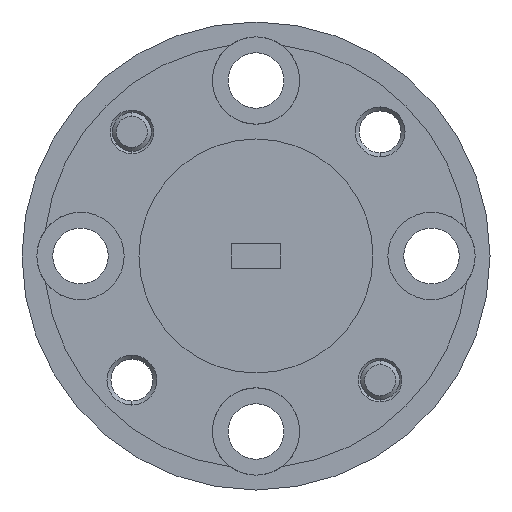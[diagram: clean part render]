
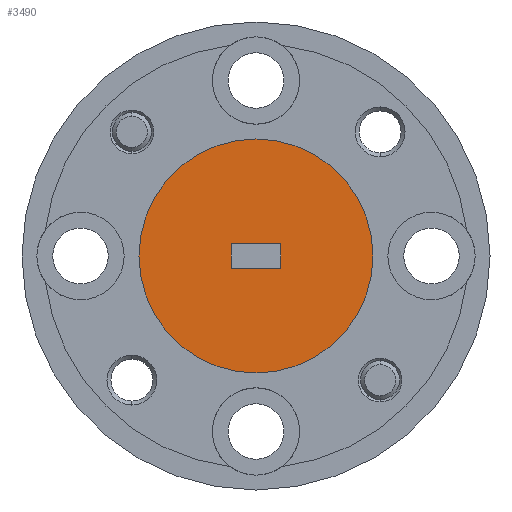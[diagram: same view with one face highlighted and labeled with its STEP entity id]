
A CAD part, left-side view. The second image highlights one B-rep face of the part: STEP entity #3490.
In plain terms, the highlighted planar face has unit normal (-1, 0, 0).
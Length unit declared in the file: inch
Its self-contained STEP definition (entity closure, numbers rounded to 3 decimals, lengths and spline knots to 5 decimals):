
#44 = VECTOR ( 'NONE', #636, 39.37008 ) ;
#294 = EDGE_LOOP ( 'NONE', ( #4654, #1936, #2327, #2360 ) ) ;
#504 = EDGE_CURVE ( 'NONE', #893, #3093, #3628, .T. ) ;
#505 = DIRECTION ( 'NONE',  ( 0., 0., 1. ) ) ;
#527 = CIRCLE ( 'NONE', #3366, 0.1875 ) ;
#590 = FACE_OUTER_BOUND ( 'NONE', #758, .T. ) ;
#636 = DIRECTION ( 'NONE',  ( 0., 1., 0. ) ) ;
#678 = DIRECTION ( 'NONE',  ( -1., 0., 0. ) ) ;
#697 = EDGE_CURVE ( 'NONE', #2737, #731, #2382, .T. ) ;
#725 = DIRECTION ( 'NONE',  ( 0., 0., -1. ) ) ;
#731 = VERTEX_POINT ( 'NONE', #2852 ) ;
#758 = EDGE_LOOP ( 'NONE', ( #1452, #4628 ) ) ;
#787 = EDGE_CURVE ( 'NONE', #731, #866, #845, .T. ) ;
#804 = VECTOR ( 'NONE', #505, 39.37008 ) ;
#845 = LINE ( 'NONE', #3330, #44 ) ;
#861 = AXIS2_PLACEMENT_3D ( 'NONE', #3286, #2519, #2572 ) ;
#866 = VERTEX_POINT ( 'NONE', #1023 ) ;
#893 = VERTEX_POINT ( 'NONE', #2714 ) ;
#897 = VECTOR ( 'NONE', #725, 39.37008 ) ;
#1023 = CARTESIAN_POINT ( 'NONE',  ( 3., 0.04, 0.02 ) ) ;
#1318 = CARTESIAN_POINT ( 'NONE',  ( 3., 0., 0.1875 ) ) ;
#1452 = ORIENTED_EDGE ( 'NONE', *, *, #4657, .T. ) ;
#1556 = DIRECTION ( 'NONE',  ( -1., 0., 0. ) ) ;
#1598 = AXIS2_PLACEMENT_3D ( 'NONE', #3076, #1556, #4640 ) ;
#1936 = ORIENTED_EDGE ( 'NONE', *, *, #787, .F. ) ;
#2222 = DIRECTION ( 'NONE',  ( 0., 0., 1. ) ) ;
#2249 = CARTESIAN_POINT ( 'NONE',  ( 3., 0.04, -0.02 ) ) ;
#2292 = LINE ( 'NONE', #2249, #897 ) ;
#2327 = ORIENTED_EDGE ( 'NONE', *, *, #697, .F. ) ;
#2360 = ORIENTED_EDGE ( 'NONE', *, *, #4838, .F. ) ;
#2382 = LINE ( 'NONE', #4000, #804 ) ;
#2519 = DIRECTION ( 'NONE',  ( 1., 0., 0. ) ) ;
#2520 = DIRECTION ( 'NONE',  ( 0., -1., 0. ) ) ;
#2540 = FACE_BOUND ( 'NONE', #294, .T. ) ;
#2566 = CARTESIAN_POINT ( 'NONE',  ( 3., -0.04, -0.02 ) ) ;
#2572 = DIRECTION ( 'NONE',  ( 0., 1., 0. ) ) ;
#2714 = CARTESIAN_POINT ( 'NONE',  ( 3., 0., -0.1875 ) ) ;
#2737 = VERTEX_POINT ( 'NONE', #2566 ) ;
#2852 = CARTESIAN_POINT ( 'NONE',  ( 3., -0.04, 0.02 ) ) ;
#2915 = CARTESIAN_POINT ( 'NONE',  ( 3., 0.04, -0.02 ) ) ;
#3076 = CARTESIAN_POINT ( 'NONE',  ( 3., 0., 0. ) ) ;
#3093 = VERTEX_POINT ( 'NONE', #1318 ) ;
#3189 = EDGE_CURVE ( 'NONE', #866, #4453, #2292, .T. ) ;
#3286 = CARTESIAN_POINT ( 'NONE',  ( 3., 0.375, 0. ) ) ;
#3330 = CARTESIAN_POINT ( 'NONE',  ( 3., 0.04, 0.02 ) ) ;
#3366 = AXIS2_PLACEMENT_3D ( 'NONE', #4676, #678, #2222 ) ;
#3490 = ADVANCED_FACE ( 'NONE', ( #590, #2540 ), #3644, .F. ) ;
#3628 = CIRCLE ( 'NONE', #1598, 0.1875 ) ;
#3644 = PLANE ( 'NONE',  #861 ) ;
#4000 = CARTESIAN_POINT ( 'NONE',  ( 3., -0.04, -0.02 ) ) ;
#4141 = CARTESIAN_POINT ( 'NONE',  ( 3., 0.04, -0.02 ) ) ;
#4453 = VERTEX_POINT ( 'NONE', #4141 ) ;
#4605 = VECTOR ( 'NONE', #2520, 39.37008 ) ;
#4628 = ORIENTED_EDGE ( 'NONE', *, *, #504, .T. ) ;
#4640 = DIRECTION ( 'NONE',  ( 0., 0., 1. ) ) ;
#4654 = ORIENTED_EDGE ( 'NONE', *, *, #3189, .F. ) ;
#4657 = EDGE_CURVE ( 'NONE', #3093, #893, #527, .T. ) ;
#4676 = CARTESIAN_POINT ( 'NONE',  ( 3., 0., 0. ) ) ;
#4838 = EDGE_CURVE ( 'NONE', #4453, #2737, #4856, .T. ) ;
#4856 = LINE ( 'NONE', #2915, #4605 ) ;
